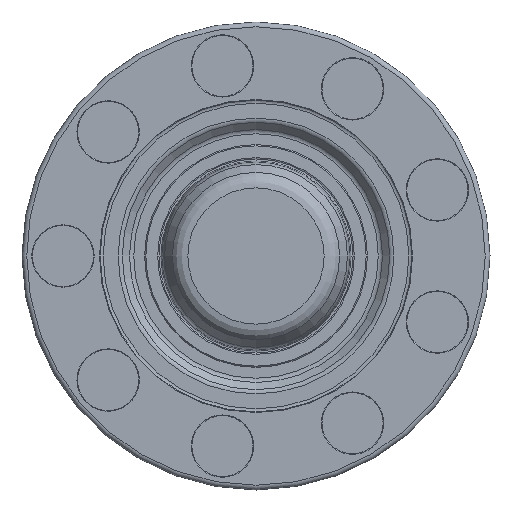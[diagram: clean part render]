
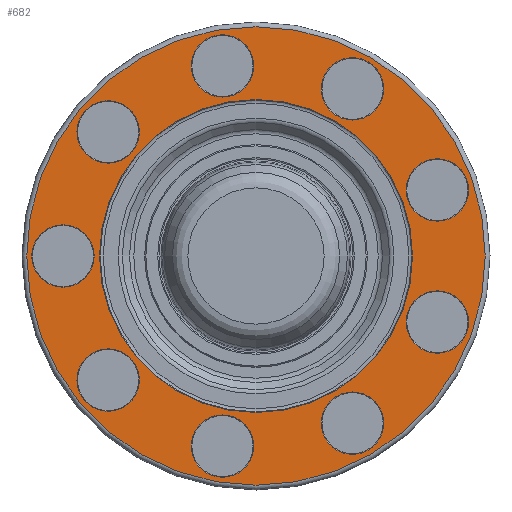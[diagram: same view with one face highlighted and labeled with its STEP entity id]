
A CAD part, front view. The second image highlights one B-rep face of the part: STEP entity #682.
In plain terms, the highlighted planar face has unit normal (0, -1, 0).
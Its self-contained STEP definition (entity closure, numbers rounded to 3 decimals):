
#105 = DIRECTION ( 'NONE',  ( 0., 1., 0. ) ) ;
#122 = DIRECTION ( 'NONE',  ( 0., 0., -1. ) ) ;
#261 = CARTESIAN_POINT ( 'NONE',  ( 0., 0., 0. ) ) ;
#268 = CIRCLE ( 'NONE', #7498, 26.346 ) ;
#269 = CARTESIAN_POINT ( 'NONE',  ( 16.25, 0., -33.396 ) ) ;
#273 = FACE_BOUND ( 'NONE', #15694, .T. ) ;
#310 = ORIENTED_EDGE ( 'NONE', *, *, #14045, .F. ) ;
#353 = FACE_BOUND ( 'NONE', #1317, .T. ) ;
#445 = ORIENTED_EDGE ( 'NONE', *, *, #798, .F. ) ;
#521 = DIRECTION ( 'NONE',  ( 0., 0., -1. ) ) ;
#682 = ADVANCED_FACE ( 'NONE', ( #7657, #3781, #2683, #353, #2762, #1425, #12895, #11615, #8982, #273, #2582 ), #11689, .F. ) ;
#798 = EDGE_CURVE ( 'NONE', #14665, #14665, #3255, .T. ) ;
#1042 = DIRECTION ( 'NONE',  ( 0., -1., 0. ) ) ;
#1163 = DIRECTION ( 'NONE',  ( 0., -1., 0. ) ) ;
#1286 = EDGE_CURVE ( 'NONE', #10537, #10537, #1655, .T. ) ;
#1317 = EDGE_LOOP ( 'NONE', ( #14061 ) ) ;
#1425 = FACE_BOUND ( 'NONE', #13115, .T. ) ;
#1459 = EDGE_CURVE ( 'NONE', #9241, #9241, #10836, .T. ) ;
#1652 = CARTESIAN_POINT ( 'NONE',  ( -5.644, 0., -32.006 ) ) ;
#1655 = CIRCLE ( 'NONE', #11081, 5.25 ) ;
#1807 = ORIENTED_EDGE ( 'NONE', *, *, #8043, .F. ) ;
#2161 = EDGE_CURVE ( 'NONE', #10872, #10872, #15628, .T. ) ;
#2338 = CARTESIAN_POINT ( 'NONE',  ( 30.54, 0., 5.866 ) ) ;
#2582 = FACE_BOUND ( 'NONE', #11333, .T. ) ;
#2683 = FACE_BOUND ( 'NONE', #9250, .T. ) ;
#2710 = CARTESIAN_POINT ( 'NONE',  ( 16.25, 0., 28.146 ) ) ;
#2762 = FACE_BOUND ( 'NONE', #7194, .T. ) ;
#2764 = EDGE_CURVE ( 'NONE', #14832, #14832, #268, .T. ) ;
#3085 = AXIS2_PLACEMENT_3D ( 'NONE', #9862, #1042, #13507 ) ;
#3198 = CIRCLE ( 'NONE', #16406, 5.25 ) ;
#3255 = CIRCLE ( 'NONE', #12118, 5.25 ) ;
#3293 = AXIS2_PLACEMENT_3D ( 'NONE', #16300, #11055, #16479 ) ;
#3315 = EDGE_LOOP ( 'NONE', ( #10442 ) ) ;
#3341 = DIRECTION ( 'NONE',  ( 0., -1., 0. ) ) ;
#3350 = VERTEX_POINT ( 'NONE', #3430 ) ;
#3430 = CARTESIAN_POINT ( 'NONE',  ( -5.644, 0., -37.256 ) ) ;
#3537 = CARTESIAN_POINT ( 'NONE',  ( 0., 0., 26.346 ) ) ;
#3781 = FACE_BOUND ( 'NONE', #7622, .T. ) ;
#3975 = CARTESIAN_POINT ( 'NONE',  ( 30.54, 0., -16.366 ) ) ;
#4544 = CIRCLE ( 'NONE', #8024, 5.25 ) ;
#4588 = EDGE_CURVE ( 'NONE', #12711, #12711, #15576, .T. ) ;
#4851 = ORIENTED_EDGE ( 'NONE', *, *, #4588, .F. ) ;
#4911 = AXIS2_PLACEMENT_3D ( 'NONE', #10350, #105, #5207 ) ;
#5010 = ORIENTED_EDGE ( 'NONE', *, *, #1459, .F. ) ;
#5103 = CARTESIAN_POINT ( 'NONE',  ( -5.644, 0., 32.006 ) ) ;
#5207 = DIRECTION ( 'NONE',  ( 0., 0., 1. ) ) ;
#5405 = CARTESIAN_POINT ( 'NONE',  ( -24.896, 0., 20.891 ) ) ;
#5409 = EDGE_LOOP ( 'NONE', ( #445 ) ) ;
#5778 = DIRECTION ( 'NONE',  ( 0., -1., 0. ) ) ;
#5933 = ORIENTED_EDGE ( 'NONE', *, *, #16654, .F. ) ;
#6062 = EDGE_CURVE ( 'NONE', #8061, #8061, #11377, .T. ) ;
#6148 = CARTESIAN_POINT ( 'NONE',  ( -24.896, 0., -20.891 ) ) ;
#6163 = CIRCLE ( 'NONE', #13430, 5.25 ) ;
#6508 = DIRECTION ( 'NONE',  ( 0., -1., 0. ) ) ;
#6804 = DIRECTION ( 'NONE',  ( 0., 0., -1. ) ) ;
#7004 = CARTESIAN_POINT ( 'NONE',  ( 16.25, 0., 22.896 ) ) ;
#7143 = VERTEX_POINT ( 'NONE', #14731 ) ;
#7194 = EDGE_LOOP ( 'NONE', ( #5933 ) ) ;
#7315 = EDGE_CURVE ( 'NONE', #7143, #7143, #3198, .T. ) ;
#7498 = AXIS2_PLACEMENT_3D ( 'NONE', #261, #12885, #10511 ) ;
#7622 = EDGE_LOOP ( 'NONE', ( #310 ) ) ;
#7649 = DIRECTION ( 'NONE',  ( 0., -1., 0. ) ) ;
#7657 = FACE_BOUND ( 'NONE', #5409, .T. ) ;
#7835 = DIRECTION ( 'NONE',  ( 0., -1., 0. ) ) ;
#7911 = CARTESIAN_POINT ( 'NONE',  ( 0., 0., 38.6 ) ) ;
#8024 = AXIS2_PLACEMENT_3D ( 'NONE', #1652, #5778, #6804 ) ;
#8043 = EDGE_CURVE ( 'NONE', #3350, #3350, #4544, .T. ) ;
#8061 = VERTEX_POINT ( 'NONE', #269 ) ;
#8208 = CARTESIAN_POINT ( 'NONE',  ( 30.54, 0., 11.116 ) ) ;
#8305 = CARTESIAN_POINT ( 'NONE',  ( -32.5, 0., 0. ) ) ;
#8730 = DIRECTION ( 'NONE',  ( 0., 0., -1. ) ) ;
#8982 = FACE_OUTER_BOUND ( 'NONE', #11126, .T. ) ;
#9174 = CARTESIAN_POINT ( 'NONE',  ( -32.5, 0., -5.25 ) ) ;
#9241 = VERTEX_POINT ( 'NONE', #7911 ) ;
#9250 = EDGE_LOOP ( 'NONE', ( #1807 ) ) ;
#9594 = CARTESIAN_POINT ( 'NONE',  ( -5.644, 0., 26.756 ) ) ;
#9862 = CARTESIAN_POINT ( 'NONE',  ( 30.54, 0., -11.116 ) ) ;
#10186 = CARTESIAN_POINT ( 'NONE',  ( 26.346, 0., 0. ) ) ;
#10350 = CARTESIAN_POINT ( 'NONE',  ( 0., 0., 0. ) ) ;
#10354 = EDGE_LOOP ( 'NONE', ( #14021 ) ) ;
#10438 = AXIS2_PLACEMENT_3D ( 'NONE', #8208, #3341, #10669 ) ;
#10442 = ORIENTED_EDGE ( 'NONE', *, *, #1286, .F. ) ;
#10459 = VERTEX_POINT ( 'NONE', #3975 ) ;
#10511 = DIRECTION ( 'NONE',  ( 0., 0., 1. ) ) ;
#10537 = VERTEX_POINT ( 'NONE', #7004 ) ;
#10669 = DIRECTION ( 'NONE',  ( 0., 0., -1. ) ) ;
#10836 = CIRCLE ( 'NONE', #4911, 38.6 ) ;
#10872 = VERTEX_POINT ( 'NONE', #9594 ) ;
#11055 = DIRECTION ( 'NONE',  ( 0., -1., 0. ) ) ;
#11060 = CARTESIAN_POINT ( 'NONE',  ( -24.896, 0., -26.141 ) ) ;
#11081 = AXIS2_PLACEMENT_3D ( 'NONE', #2710, #7835, #122 ) ;
#11126 = EDGE_LOOP ( 'NONE', ( #5010 ) ) ;
#11333 = EDGE_LOOP ( 'NONE', ( #11805 ) ) ;
#11377 = CIRCLE ( 'NONE', #3293, 5.25 ) ;
#11615 = FACE_BOUND ( 'NONE', #10354, .T. ) ;
#11689 = PLANE ( 'NONE',  #15650 ) ;
#11805 = ORIENTED_EDGE ( 'NONE', *, *, #7315, .F. ) ;
#11930 = DIRECTION ( 'NONE',  ( 0., -1., 0. ) ) ;
#12118 = AXIS2_PLACEMENT_3D ( 'NONE', #8305, #11930, #521 ) ;
#12275 = ORIENTED_EDGE ( 'NONE', *, *, #2764, .T. ) ;
#12711 = VERTEX_POINT ( 'NONE', #2338 ) ;
#12885 = DIRECTION ( 'NONE',  ( 0., 1., 0. ) ) ;
#12895 = FACE_BOUND ( 'NONE', #3315, .T. ) ;
#12996 = DIRECTION ( 'NONE',  ( 0., 0., -1. ) ) ;
#13115 = EDGE_LOOP ( 'NONE', ( #4851 ) ) ;
#13430 = AXIS2_PLACEMENT_3D ( 'NONE', #6148, #7649, #8730 ) ;
#13507 = DIRECTION ( 'NONE',  ( 0., 0., -1. ) ) ;
#13582 = CIRCLE ( 'NONE', #3085, 5.25 ) ;
#13681 = VERTEX_POINT ( 'NONE', #11060 ) ;
#14021 = ORIENTED_EDGE ( 'NONE', *, *, #2161, .F. ) ;
#14043 = DIRECTION ( 'NONE',  ( 0., 0., -1. ) ) ;
#14045 = EDGE_CURVE ( 'NONE', #13681, #13681, #6163, .T. ) ;
#14061 = ORIENTED_EDGE ( 'NONE', *, *, #6062, .F. ) ;
#14074 = DIRECTION ( 'NONE',  ( 0., 0., 1. ) ) ;
#14665 = VERTEX_POINT ( 'NONE', #9174 ) ;
#14731 = CARTESIAN_POINT ( 'NONE',  ( -24.896, 0., 15.641 ) ) ;
#14832 = VERTEX_POINT ( 'NONE', #3537 ) ;
#15355 = DIRECTION ( 'NONE',  ( 0., 1., 0. ) ) ;
#15576 = CIRCLE ( 'NONE', #10438, 5.25 ) ;
#15628 = CIRCLE ( 'NONE', #15913, 5.25 ) ;
#15650 = AXIS2_PLACEMENT_3D ( 'NONE', #10186, #15355, #14074 ) ;
#15694 = EDGE_LOOP ( 'NONE', ( #12275 ) ) ;
#15913 = AXIS2_PLACEMENT_3D ( 'NONE', #5103, #1163, #14043 ) ;
#16300 = CARTESIAN_POINT ( 'NONE',  ( 16.25, 0., -28.146 ) ) ;
#16406 = AXIS2_PLACEMENT_3D ( 'NONE', #5405, #6508, #12996 ) ;
#16479 = DIRECTION ( 'NONE',  ( 0., 0., -1. ) ) ;
#16654 = EDGE_CURVE ( 'NONE', #10459, #10459, #13582, .T. ) ;
